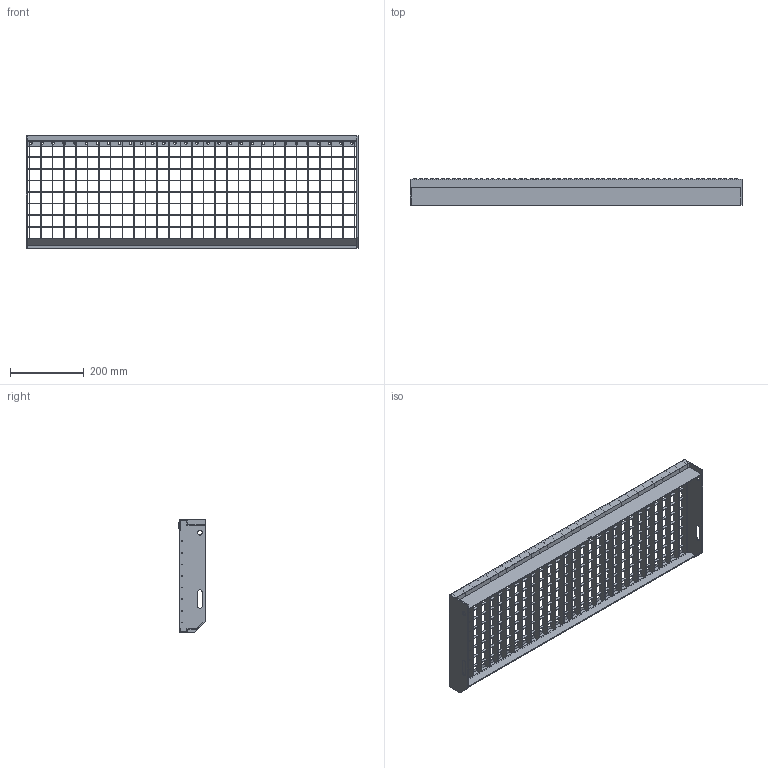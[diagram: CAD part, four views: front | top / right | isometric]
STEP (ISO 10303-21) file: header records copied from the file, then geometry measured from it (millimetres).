
FILE_DESCRIPTION (( 'STEP AP203' ), '1' );
FILE_NAME ('40.903030.7.step', '2015-10-04T07:14:07', ( '' ), ( '' ), 'SwSTEP 2.0', 'SolidWorks 2015', '' );
FILE_SCHEMA (( 'CONFIG_CONTROL_DESIGN' ));
Length unit declared in the file: millimetre
Products named in the file (1): 40.903030.7
Bounding box: 900 x 72.67 x 305 mm (x, y, z)
Volume: 818944.2 mm3; surface area: 955720.6 mm2
Topology: 29 solids, 29 shells, 882 faces, 2234 edges, 1472 vertices
Faces by surface type: plane 530, cylinder 128, cone 118, bspline 106
Entity records: 32983 total; most frequent: CARTESIAN_POINT 11599, ORIENTED_EDGE 4468, DIRECTION 4084, EDGE_CURVE 2234, VECTOR 1514, LINE 1514, VERTEX_POINT 1472, AXIS2_PLACEMENT_3D 1285
